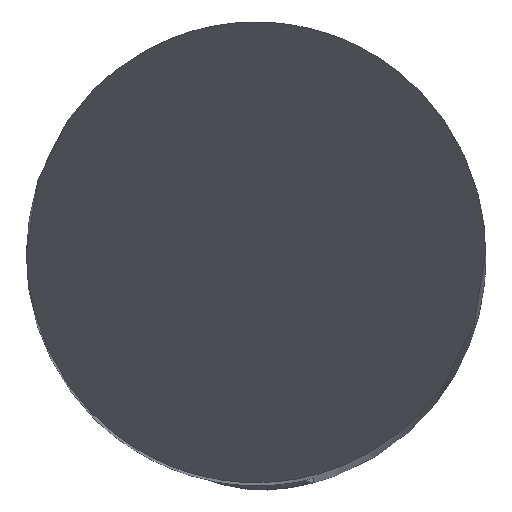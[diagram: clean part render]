
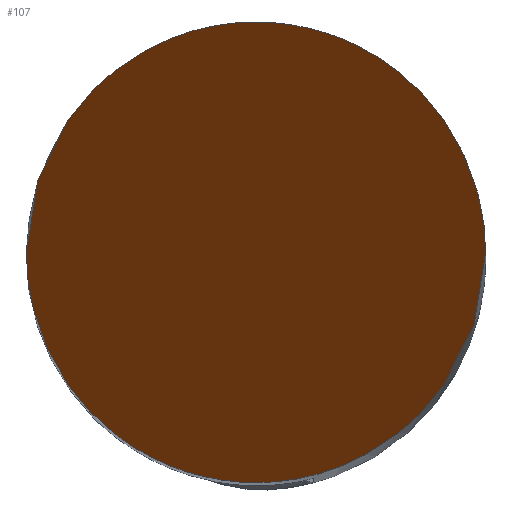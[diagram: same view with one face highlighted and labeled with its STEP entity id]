
A CAD part, top view. The second image highlights one B-rep face of the part: STEP entity #107.
In plain terms, the highlighted planar face has unit normal (0, -0.866, 0.5).
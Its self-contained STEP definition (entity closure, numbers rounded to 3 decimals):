
#107=ADVANCED_FACE('',(#148),#137,.F.);
#137=PLANE('',#576);
#148=FACE_OUTER_BOUND('',#178,.T.);
#178=EDGE_LOOP('',(#208,#209));
#208=ORIENTED_EDGE('',*,*,#413,.F.);
#209=ORIENTED_EDGE('',*,*,#414,.F.);
#362=VERTEX_POINT('',#734);
#363=VERTEX_POINT('',#735);
#413=EDGE_CURVE('',#362,#363,#490,.T.);
#414=EDGE_CURVE('',#363,#362,#491,.T.);
#490=(
BOUNDED_CURVE()
B_SPLINE_CURVE(3,(#730,#731,#732,#733),.UNSPECIFIED.,.F.,.F.)
B_SPLINE_CURVE_WITH_KNOTS((4,4),(0.,1.),.UNSPECIFIED.)
CURVE()
GEOMETRIC_REPRESENTATION_ITEM()
RATIONAL_B_SPLINE_CURVE((1.,0.333,0.333,1.))
REPRESENTATION_ITEM('')
);
#491=(
BOUNDED_CURVE()
B_SPLINE_CURVE(3,(#736,#737,#738,#739),.UNSPECIFIED.,.F.,.F.)
B_SPLINE_CURVE_WITH_KNOTS((4,4),(0.,1.),.UNSPECIFIED.)
CURVE()
GEOMETRIC_REPRESENTATION_ITEM()
RATIONAL_B_SPLINE_CURVE((1.,0.333,0.333,1.))
REPRESENTATION_ITEM('')
);
#576=AXIS2_PLACEMENT_3D('',#740,#612,#613);
#612=DIRECTION('',(0.,0.866,-0.5));
#613=DIRECTION('',(0.,0.5,0.866));
#730=CARTESIAN_POINT('',(-2.5,0.,0.));
#731=CARTESIAN_POINT('',(-2.5,5.,8.66));
#732=CARTESIAN_POINT('',(2.5,5.,8.66));
#733=CARTESIAN_POINT('',(2.5,0.,0.));
#734=CARTESIAN_POINT('',(-2.5,0.,0.));
#735=CARTESIAN_POINT('',(2.5,0.,0.));
#736=CARTESIAN_POINT('',(2.5,0.,0.));
#737=CARTESIAN_POINT('',(2.5,-5.,-8.66));
#738=CARTESIAN_POINT('',(-2.5,-5.,-8.66));
#739=CARTESIAN_POINT('',(-2.5,0.,0.));
#740=CARTESIAN_POINT('',(2.5,2.5,4.33));
